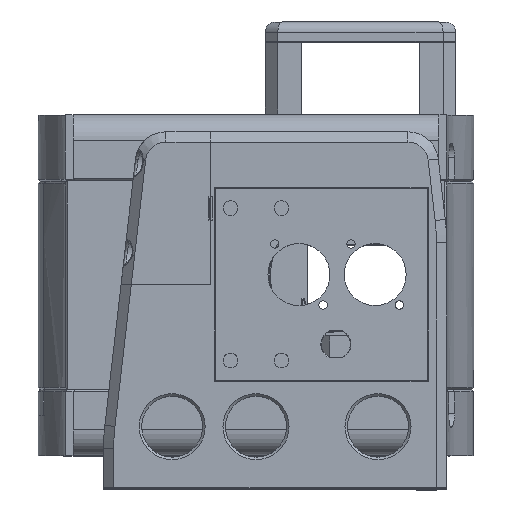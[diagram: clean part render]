
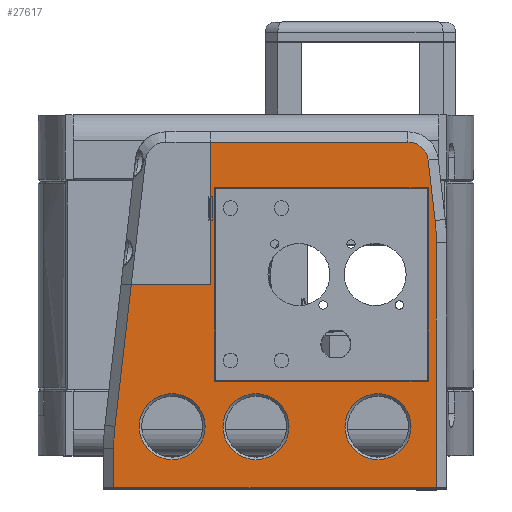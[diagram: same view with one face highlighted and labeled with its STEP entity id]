
A CAD part, top view. The second image highlights one B-rep face of the part: STEP entity #27617.
In plain terms, the highlighted planar face has unit normal (0, 0, 1).
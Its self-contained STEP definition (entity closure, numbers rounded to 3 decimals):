
#696=CIRCLE('',#29407,13.);
#697=CIRCLE('',#29409,76.);
#698=CIRCLE('',#29410,76.);
#699=CIRCLE('',#29411,8.);
#700=CIRCLE('',#29412,13.);
#701=CIRCLE('',#29413,13.);
#1232=FACE_BOUND('',#3700,.T.);
#1233=FACE_BOUND('',#3701,.T.);
#1234=FACE_BOUND('',#3702,.T.);
#1235=FACE_BOUND('',#3703,.T.);
#1964=FACE_OUTER_BOUND('',#3699,.T.);
#3699=EDGE_LOOP('',(#19493,#19494,#19495,#19496,#19497,#19498,#19499,#19500,
#19501,#19502,#19503));
#3700=EDGE_LOOP('',(#19504));
#3701=EDGE_LOOP('',(#19505,#19506,#19507,#19508));
#3702=EDGE_LOOP('',(#19509));
#3703=EDGE_LOOP('',(#19510));
#5725=LINE('',#40387,#8899);
#5894=LINE('',#40757,#9068);
#5906=LINE('',#40823,#9080);
#5907=LINE('',#40825,#9081);
#5908=LINE('',#40828,#9082);
#5909=LINE('',#40830,#9083);
#5910=LINE('',#40834,#9084);
#5911=LINE('',#40837,#9085);
#5912=LINE('',#40842,#9086);
#5913=LINE('',#40844,#9087);
#5914=LINE('',#40846,#9088);
#5915=LINE('',#40847,#9089);
#8899=VECTOR('',#32241,10.);
#9068=VECTOR('',#32536,10.);
#9080=VECTOR('',#32612,10.);
#9081=VECTOR('',#32613,10.);
#9082=VECTOR('',#32616,10.);
#9083=VECTOR('',#32617,10.);
#9084=VECTOR('',#32620,10.);
#9085=VECTOR('',#32623,10.);
#9086=VECTOR('',#32626,10.);
#9087=VECTOR('',#32627,10.);
#9088=VECTOR('',#32628,10.);
#9089=VECTOR('',#32629,10.);
#11991=VERTEX_POINT('',#40384);
#11992=VERTEX_POINT('',#40386);
#12129=VERTEX_POINT('',#40754);
#12130=VERTEX_POINT('',#40756);
#12151=VERTEX_POINT('',#40818);
#12152=VERTEX_POINT('',#40822);
#12153=VERTEX_POINT('',#40824);
#12154=VERTEX_POINT('',#40826);
#12155=VERTEX_POINT('',#40829);
#12156=VERTEX_POINT('',#40831);
#12157=VERTEX_POINT('',#40833);
#12158=VERTEX_POINT('',#40835);
#12159=VERTEX_POINT('',#40838);
#12160=VERTEX_POINT('',#40840);
#12161=VERTEX_POINT('',#40841);
#12162=VERTEX_POINT('',#40843);
#12163=VERTEX_POINT('',#40845);
#12164=VERTEX_POINT('',#40848);
#14667=EDGE_CURVE('',#11992,#11991,#5725,.T.);
#14853=EDGE_CURVE('',#12130,#12129,#5894,.T.);
#14882=EDGE_CURVE('',#12151,#12151,#696,.T.);
#14884=EDGE_CURVE('',#11991,#12152,#5906,.T.);
#14885=EDGE_CURVE('',#12153,#12152,#5907,.T.);
#14886=EDGE_CURVE('',#12154,#12153,#697,.T.);
#14887=EDGE_CURVE('',#12130,#12154,#5908,.T.);
#14888=EDGE_CURVE('',#12155,#12129,#5909,.T.);
#14889=EDGE_CURVE('',#12156,#12155,#698,.T.);
#14890=EDGE_CURVE('',#12157,#12156,#5910,.T.);
#14891=EDGE_CURVE('',#12158,#12157,#699,.T.);
#14892=EDGE_CURVE('',#11992,#12158,#5911,.T.);
#14893=EDGE_CURVE('',#12159,#12159,#700,.T.);
#14894=EDGE_CURVE('',#12160,#12161,#5912,.T.);
#14895=EDGE_CURVE('',#12161,#12162,#5913,.T.);
#14896=EDGE_CURVE('',#12162,#12163,#5914,.T.);
#14897=EDGE_CURVE('',#12163,#12160,#5915,.T.);
#14898=EDGE_CURVE('',#12164,#12164,#701,.T.);
#19493=ORIENTED_EDGE('',*,*,#14884,.T.);
#19494=ORIENTED_EDGE('',*,*,#14885,.F.);
#19495=ORIENTED_EDGE('',*,*,#14886,.F.);
#19496=ORIENTED_EDGE('',*,*,#14887,.F.);
#19497=ORIENTED_EDGE('',*,*,#14853,.T.);
#19498=ORIENTED_EDGE('',*,*,#14888,.F.);
#19499=ORIENTED_EDGE('',*,*,#14889,.F.);
#19500=ORIENTED_EDGE('',*,*,#14890,.F.);
#19501=ORIENTED_EDGE('',*,*,#14891,.F.);
#19502=ORIENTED_EDGE('',*,*,#14892,.F.);
#19503=ORIENTED_EDGE('',*,*,#14667,.T.);
#19504=ORIENTED_EDGE('',*,*,#14893,.F.);
#19505=ORIENTED_EDGE('',*,*,#14894,.T.);
#19506=ORIENTED_EDGE('',*,*,#14895,.T.);
#19507=ORIENTED_EDGE('',*,*,#14896,.T.);
#19508=ORIENTED_EDGE('',*,*,#14897,.T.);
#19509=ORIENTED_EDGE('',*,*,#14898,.F.);
#19510=ORIENTED_EDGE('',*,*,#14882,.F.);
#26300=PLANE('',#29408);
#27617=ADVANCED_FACE('',(#1964,#1232,#1233,#1234,#1235),#26300,.T.);
#29407=AXIS2_PLACEMENT_3D('',#40819,#32607,#32608);
#29408=AXIS2_PLACEMENT_3D('',#40821,#32610,#32611);
#29409=AXIS2_PLACEMENT_3D('',#40827,#32614,#32615);
#29410=AXIS2_PLACEMENT_3D('',#40832,#32618,#32619);
#29411=AXIS2_PLACEMENT_3D('',#40836,#32621,#32622);
#29412=AXIS2_PLACEMENT_3D('',#40839,#32624,#32625);
#29413=AXIS2_PLACEMENT_3D('',#40849,#32630,#32631);
#32241=DIRECTION('',(0.,-1.,0.));
#32536=DIRECTION('',(1.,0.,0.));
#32607=DIRECTION('center_axis',(0.,0.,1.));
#32608=DIRECTION('ref_axis',(-1.,0.,0.));
#32610=DIRECTION('center_axis',(0.,0.,1.));
#32611=DIRECTION('ref_axis',(1.,0.,0.));
#32612=DIRECTION('',(-1.,0.,0.));
#32613=DIRECTION('',(0.114,0.993,0.));
#32614=DIRECTION('center_axis',(0.,0.,-1.));
#32615=DIRECTION('ref_axis',(-0.998,0.057,0.));
#32616=DIRECTION('',(0.,1.,0.));
#32617=DIRECTION('',(0.,-1.,0.));
#32618=DIRECTION('center_axis',(0.,0.,-1.));
#32619=DIRECTION('ref_axis',(0.998,0.058,0.));
#32620=DIRECTION('',(0.115,-0.993,0.));
#32621=DIRECTION('center_axis',(0.,0.,-1.));
#32622=DIRECTION('ref_axis',(0.665,0.747,0.));
#32623=DIRECTION('',(1.,0.,0.));
#32624=DIRECTION('center_axis',(0.,0.,1.));
#32625=DIRECTION('ref_axis',(-1.,0.,0.));
#32626=DIRECTION('',(-1.,0.,0.));
#32627=DIRECTION('',(0.,1.,0.));
#32628=DIRECTION('',(1.,0.,0.));
#32629=DIRECTION('',(0.,-1.,0.));
#32630=DIRECTION('center_axis',(0.,0.,1.));
#32631=DIRECTION('ref_axis',(-1.,0.,0.));
#40384=CARTESIAN_POINT('',(-17.8,0.,266.));
#40386=CARTESIAN_POINT('',(-17.8,56.,266.));
#40387=CARTESIAN_POINT('',(-17.8,25.,266.));
#40754=CARTESIAN_POINT('',(71.,-80.,266.));
#40756=CARTESIAN_POINT('',(-56.,-80.,266.));
#40757=CARTESIAN_POINT('',(75.,-80.,266.));
#40818=CARTESIAN_POINT('',(61.,-56.,266.));
#40819=CARTESIAN_POINT('Origin',(48.,-56.,266.));
#40821=CARTESIAN_POINT('Origin',(7.5,-10.,266.));
#40822=CARTESIAN_POINT('',(-49.074,0.,266.));
#40823=CARTESIAN_POINT('',(-5.15,0.,266.));
#40824=CARTESIAN_POINT('',(-55.502,-55.902,266.));
#40825=CARTESIAN_POINT('',(-45.849,28.047,266.));
#40826=CARTESIAN_POINT('',(-56.,-64.585,266.));
#40827=CARTESIAN_POINT('Origin',(20.,-64.585,266.));
#40828=CARTESIAN_POINT('',(-56.,-35.,266.));
#40829=CARTESIAN_POINT('',(71.,16.387,266.));
#40830=CARTESIAN_POINT('',(71.,-45.,266.));
#40831=CARTESIAN_POINT('',(70.496,25.122,266.));
#40832=CARTESIAN_POINT('Origin',(-5.,16.387,266.));
#40833=CARTESIAN_POINT('',(67.743,48.919,266.));
#40834=CARTESIAN_POINT('',(72.35,9.098,266.));
#40835=CARTESIAN_POINT('',(59.796,56.,266.));
#40836=CARTESIAN_POINT('Origin',(59.796,48.,266.));
#40837=CARTESIAN_POINT('',(38.994,56.,266.));
#40838=CARTESIAN_POINT('',(13.,-56.,266.));
#40839=CARTESIAN_POINT('Origin',(0.,-56.,266.));
#40840=CARTESIAN_POINT('',(67.7,-38.1,266.));
#40841=CARTESIAN_POINT('',(-16.3,-38.1,266.));
#40842=CARTESIAN_POINT('',(37.6,-38.1,266.));
#40843=CARTESIAN_POINT('',(-16.3,38.1,266.));
#40844=CARTESIAN_POINT('',(-16.3,-24.05,266.));
#40845=CARTESIAN_POINT('',(67.7,38.1,266.));
#40846=CARTESIAN_POINT('',(-4.4,38.1,266.));
#40847=CARTESIAN_POINT('',(67.7,14.05,266.));
#40848=CARTESIAN_POINT('',(-20.,-56.,266.));
#40849=CARTESIAN_POINT('Origin',(-33.,-56.,266.));
